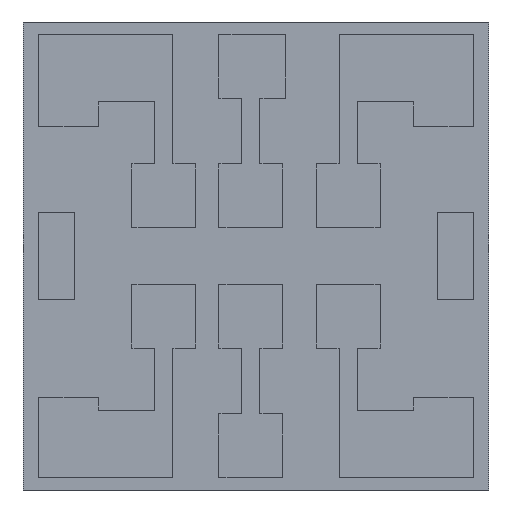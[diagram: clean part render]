
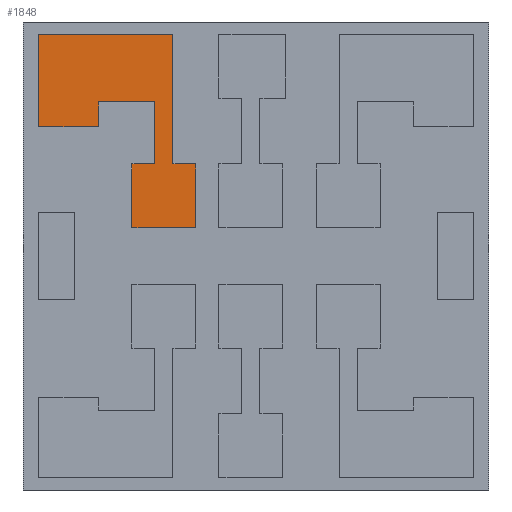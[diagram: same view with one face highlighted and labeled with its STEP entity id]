
A CAD part, front view. The second image highlights one B-rep face of the part: STEP entity #1848.
In plain terms, the highlighted planar face has unit normal (0, -1, 0).
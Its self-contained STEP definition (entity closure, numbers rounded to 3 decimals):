
#35=FACE_OUTER_BOUND('',#137,.T.);
#137=EDGE_LOOP('',(#1274,#1275,#1276,#1277,#1278,#1279,#1280,#1281,#1282,
#1283,#1284,#1285));
#303=LINE('',#2653,#555);
#306=LINE('',#2658,#558);
#308=LINE('',#2662,#560);
#310=LINE('',#2666,#562);
#312=LINE('',#2670,#564);
#314=LINE('',#2674,#566);
#316=LINE('',#2678,#568);
#318=LINE('',#2682,#570);
#320=LINE('',#2686,#572);
#322=LINE('',#2690,#574);
#324=LINE('',#2694,#576);
#325=LINE('',#2696,#577);
#555=VECTOR('',#2128,1000.);
#558=VECTOR('',#2133,1000.);
#560=VECTOR('',#2137,1000.);
#562=VECTOR('',#2141,1000.);
#564=VECTOR('',#2145,1000.);
#566=VECTOR('',#2149,1000.);
#568=VECTOR('',#2153,1000.);
#570=VECTOR('',#2157,1000.);
#572=VECTOR('',#2161,1000.);
#574=VECTOR('',#2165,1000.);
#576=VECTOR('',#2169,1000.);
#577=VECTOR('',#2172,1000.);
#806=VERTEX_POINT('',#2650);
#807=VERTEX_POINT('',#2652);
#808=VERTEX_POINT('',#2656);
#809=VERTEX_POINT('',#2660);
#810=VERTEX_POINT('',#2664);
#811=VERTEX_POINT('',#2668);
#812=VERTEX_POINT('',#2672);
#813=VERTEX_POINT('',#2676);
#814=VERTEX_POINT('',#2680);
#815=VERTEX_POINT('',#2684);
#816=VERTEX_POINT('',#2688);
#817=VERTEX_POINT('',#2692);
#975=EDGE_CURVE('',#806,#807,#303,.T.);
#978=EDGE_CURVE('',#808,#806,#306,.T.);
#980=EDGE_CURVE('',#809,#808,#308,.T.);
#982=EDGE_CURVE('',#810,#809,#310,.T.);
#984=EDGE_CURVE('',#811,#810,#312,.T.);
#986=EDGE_CURVE('',#812,#811,#314,.T.);
#988=EDGE_CURVE('',#813,#812,#316,.T.);
#990=EDGE_CURVE('',#814,#813,#318,.T.);
#992=EDGE_CURVE('',#814,#815,#320,.T.);
#994=EDGE_CURVE('',#815,#816,#322,.T.);
#996=EDGE_CURVE('',#816,#817,#324,.T.);
#997=EDGE_CURVE('',#807,#817,#325,.T.);
#1274=ORIENTED_EDGE('',*,*,#975,.F.);
#1275=ORIENTED_EDGE('',*,*,#978,.F.);
#1276=ORIENTED_EDGE('',*,*,#980,.F.);
#1277=ORIENTED_EDGE('',*,*,#982,.F.);
#1278=ORIENTED_EDGE('',*,*,#984,.F.);
#1279=ORIENTED_EDGE('',*,*,#986,.F.);
#1280=ORIENTED_EDGE('',*,*,#988,.F.);
#1281=ORIENTED_EDGE('',*,*,#990,.F.);
#1282=ORIENTED_EDGE('',*,*,#992,.T.);
#1283=ORIENTED_EDGE('',*,*,#994,.T.);
#1284=ORIENTED_EDGE('',*,*,#996,.T.);
#1285=ORIENTED_EDGE('',*,*,#997,.F.);
#1659=PLANE('',#1956);
#1848=ADVANCED_FACE('',(#35),#1659,.F.);
#1956=AXIS2_PLACEMENT_3D('',#2697,#2173,#2174);
#2128=DIRECTION('',(0.,0.,1.));
#2133=DIRECTION('',(-1.,0.,0.));
#2137=DIRECTION('',(0.,0.,-1.));
#2141=DIRECTION('',(-1.,0.,0.));
#2145=DIRECTION('',(0.,0.,1.));
#2149=DIRECTION('',(1.,0.,0.));
#2153=DIRECTION('',(0.,0.,1.));
#2157=DIRECTION('',(-1.,0.,0.));
#2161=DIRECTION('',(0.,0.,1.));
#2165=DIRECTION('',(-1.,0.,0.));
#2169=DIRECTION('',(0.,0.,1.));
#2172=DIRECTION('',(1.,0.,0.));
#2173=DIRECTION('center_axis',(0.,1.,0.));
#2174=DIRECTION('ref_axis',(0.,0.,1.));
#2650=CARTESIAN_POINT('',(-11.64,-0.05,7.085));
#2652=CARTESIAN_POINT('',(-11.64,-0.05,12.155));
#2653=CARTESIAN_POINT('',(-11.64,-0.05,0.));
#2656=CARTESIAN_POINT('',(-8.35,-0.05,7.085));
#2658=CARTESIAN_POINT('',(0.,-0.05,7.085));
#2660=CARTESIAN_POINT('',(-8.35,-0.05,8.455));
#2662=CARTESIAN_POINT('',(-8.35,-0.05,0.));
#2664=CARTESIAN_POINT('',(-5.27,-0.05,8.455));
#2666=CARTESIAN_POINT('',(0.,-0.05,8.455));
#2668=CARTESIAN_POINT('',(-5.27,-0.05,5.05));
#2670=CARTESIAN_POINT('',(-5.27,-0.05,0.));
#2672=CARTESIAN_POINT('',(-6.52,-0.05,5.05));
#2674=CARTESIAN_POINT('',(0.,-0.05,5.05));
#2676=CARTESIAN_POINT('',(-6.52,-0.05,1.545));
#2678=CARTESIAN_POINT('',(-6.52,-0.05,0.));
#2680=CARTESIAN_POINT('',(-3.02,-0.05,1.545));
#2682=CARTESIAN_POINT('',(0.,-0.05,1.545));
#2684=CARTESIAN_POINT('',(-3.02,-0.05,5.05));
#2686=CARTESIAN_POINT('',(-3.02,-0.05,0.));
#2688=CARTESIAN_POINT('',(-4.27,-0.05,5.05));
#2690=CARTESIAN_POINT('',(0.,-0.05,5.05));
#2692=CARTESIAN_POINT('',(-4.27,-0.05,12.155));
#2694=CARTESIAN_POINT('',(-4.27,-0.05,0.));
#2696=CARTESIAN_POINT('',(0.,-0.05,12.155));
#2697=CARTESIAN_POINT('Origin',(0.,-0.05,0.));
